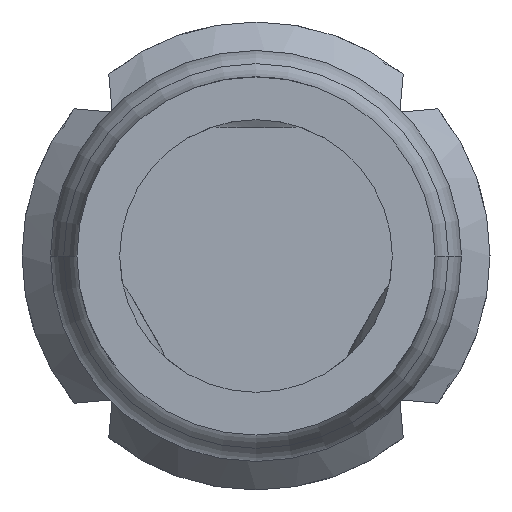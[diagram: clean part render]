
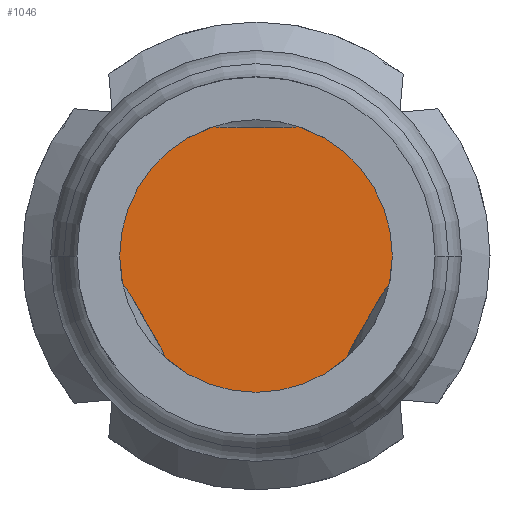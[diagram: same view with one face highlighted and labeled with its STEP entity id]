
A CAD part, front view. The second image highlights one B-rep face of the part: STEP entity #1046.
In plain terms, the highlighted planar face has unit normal (0, -1, 0).
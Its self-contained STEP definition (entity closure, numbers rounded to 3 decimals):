
#180 = CARTESIAN_POINT ( 'NONE',  ( 0.335, -25.35, 0. ) ) ;
#269 = EDGE_LOOP ( 'NONE', ( #5370, #1429 ) ) ;
#534 = CARTESIAN_POINT ( 'NONE',  ( 0., -25.35, 0. ) ) ;
#572 = DIRECTION ( 'NONE',  ( -1., 0., 0. ) ) ;
#603 = AXIS2_PLACEMENT_3D ( 'NONE', #5555, #3336, #3893 ) ;
#923 = AXIS2_PLACEMENT_3D ( 'NONE', #1390, #930, #3174 ) ;
#930 = DIRECTION ( 'NONE',  ( 0., 1., 0. ) ) ;
#1046 = ADVANCED_FACE ( 'Defeature ausgef�hrt1_41', ( #1976 ), #5468, .F. ) ;
#1390 = CARTESIAN_POINT ( 'NONE',  ( 0., -25.35, 0. ) ) ;
#1429 = ORIENTED_EDGE ( 'NONE', *, *, #4832, .F. ) ;
#1976 = FACE_OUTER_BOUND ( 'NONE', #269, .T. ) ;
#2553 = AXIS2_PLACEMENT_3D ( 'NONE', #534, #3237, #572 ) ;
#3174 = DIRECTION ( 'NONE',  ( -1., 0., 0. ) ) ;
#3237 = DIRECTION ( 'NONE',  ( 0., 1., 0. ) ) ;
#3336 = DIRECTION ( 'NONE',  ( 0., 1., 0. ) ) ;
#3893 = DIRECTION ( 'NONE',  ( -1., 0., 0. ) ) ;
#3967 = CARTESIAN_POINT ( 'NONE',  ( -0.335, -25.35, 0. ) ) ;
#4363 = CIRCLE ( 'NONE', #603, 0.335 ) ;
#4683 = EDGE_CURVE ( 'Defeature ausgef�hrt1_0+Defeature ausgef�hrt1_41+Defeature ausgef�hrt1_41+Defeature ausgef�hrt1_41', #5055, #4814, #5610, .T. ) ;
#4814 = VERTEX_POINT ( 'NONE', #180 ) ;
#4832 = EDGE_CURVE ( 'Defeature ausgef�hrt1_0+Defeature ausgef�hrt1_41+Defeature ausgef�hrt1_41+Defeature ausgef�hrt1_41', #4814, #5055, #4363, .T. ) ;
#5055 = VERTEX_POINT ( 'NONE', #3967 ) ;
#5370 = ORIENTED_EDGE ( 'NONE', *, *, #4683, .F. ) ;
#5468 = PLANE ( 'NONE',  #923 ) ;
#5555 = CARTESIAN_POINT ( 'NONE',  ( 0., -25.35, 0. ) ) ;
#5610 = CIRCLE ( 'NONE', #2553, 0.335 ) ;
